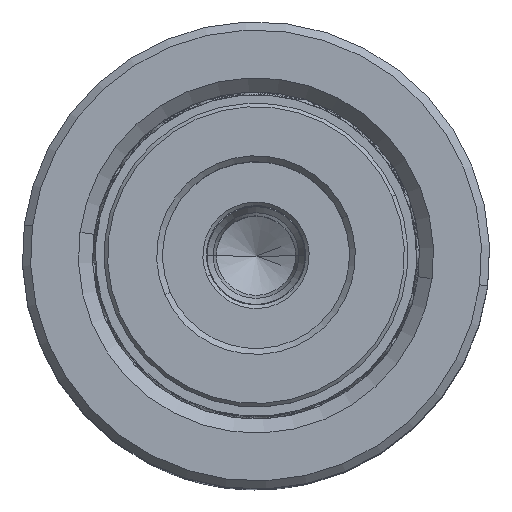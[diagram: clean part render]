
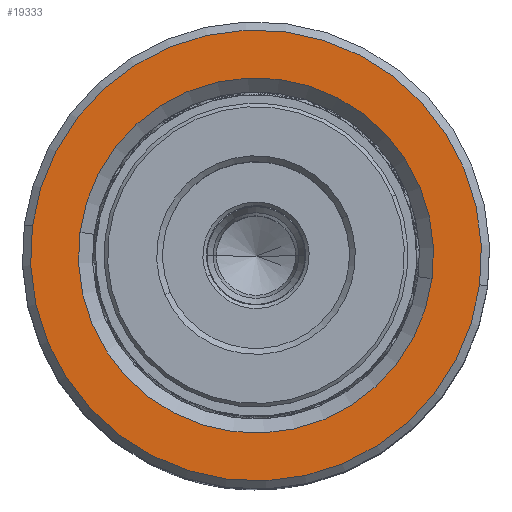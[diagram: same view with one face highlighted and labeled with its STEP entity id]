
A CAD part, top view. The second image highlights one B-rep face of the part: STEP entity #19333.
In plain terms, the highlighted planar face has unit normal (0, 0, 1).
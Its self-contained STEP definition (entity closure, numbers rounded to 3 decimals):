
#27 = PLANE ( 'NONE',  #28310 ) ;
#383 = DIRECTION ( 'NONE',  ( 1., 0., 0. ) ) ;
#416 = FACE_OUTER_BOUND ( 'NONE', #15743, .T. ) ;
#1739 = DIRECTION ( 'NONE',  ( 1., 0., 0. ) ) ;
#1938 = DIRECTION ( 'NONE',  ( 0., 0., 1. ) ) ;
#2605 = VERTEX_POINT ( 'NONE', #38682 ) ;
#6779 = VERTEX_POINT ( 'NONE', #7051 ) ;
#6938 = DIRECTION ( 'NONE',  ( 0., 0., 1. ) ) ;
#7051 = CARTESIAN_POINT ( 'NONE',  ( 19.3, 0., 50. ) ) ;
#7341 = CARTESIAN_POINT ( 'NONE',  ( 0., 0., 50. ) ) ;
#9254 = DIRECTION ( 'NONE',  ( 1., 0., 0. ) ) ;
#9605 = CARTESIAN_POINT ( 'NONE',  ( 0., 0., 50. ) ) ;
#10678 = EDGE_CURVE ( 'NONE', #2605, #6779, #36471, .T. ) ;
#11098 = EDGE_CURVE ( 'NONE', #28421, #39000, #32623, .T. ) ;
#11470 = AXIS2_PLACEMENT_3D ( 'NONE', #19371, #13952, #16950 ) ;
#12273 = CARTESIAN_POINT ( 'NONE',  ( 0., 0., 50. ) ) ;
#13952 = DIRECTION ( 'NONE',  ( 0., 0., -1. ) ) ;
#14614 = ORIENTED_EDGE ( 'NONE', *, *, #10678, .T. ) ;
#15402 = AXIS2_PLACEMENT_3D ( 'NONE', #9605, #34206, #383 ) ;
#15743 = EDGE_LOOP ( 'NONE', ( #14614, #32521 ) ) ;
#16950 = DIRECTION ( 'NONE',  ( 1., 0., 0. ) ) ;
#19333 = ADVANCED_FACE ( 'NONE', ( #416, #34049 ), #27, .T. ) ;
#19371 = CARTESIAN_POINT ( 'NONE',  ( 0., 0., 50. ) ) ;
#20478 = AXIS2_PLACEMENT_3D ( 'NONE', #27485, #1938, #1739 ) ;
#22882 = CARTESIAN_POINT ( 'NONE',  ( 15.2, 0., 50. ) ) ;
#27251 = EDGE_CURVE ( 'NONE', #39000, #28421, #38941, .T. ) ;
#27485 = CARTESIAN_POINT ( 'NONE',  ( 0., 0., 50. ) ) ;
#27938 = ORIENTED_EDGE ( 'NONE', *, *, #11098, .T. ) ;
#28310 = AXIS2_PLACEMENT_3D ( 'NONE', #12273, #36672, #9254 ) ;
#28347 = DIRECTION ( 'NONE',  ( 1., 0., 0. ) ) ;
#28421 = VERTEX_POINT ( 'NONE', #39349 ) ;
#30096 = AXIS2_PLACEMENT_3D ( 'NONE', #7341, #6938, #28347 ) ;
#30602 = EDGE_CURVE ( 'NONE', #6779, #2605, #34535, .T. ) ;
#32521 = ORIENTED_EDGE ( 'NONE', *, *, #30602, .T. ) ;
#32623 = CIRCLE ( 'NONE', #15402, 15.2 ) ;
#33550 = EDGE_LOOP ( 'NONE', ( #35819, #27938 ) ) ;
#34049 = FACE_BOUND ( 'NONE', #33550, .T. ) ;
#34206 = DIRECTION ( 'NONE',  ( 0., 0., -1. ) ) ;
#34535 = CIRCLE ( 'NONE', #20478, 19.3 ) ;
#35819 = ORIENTED_EDGE ( 'NONE', *, *, #27251, .T. ) ;
#36471 = CIRCLE ( 'NONE', #30096, 19.3 ) ;
#36672 = DIRECTION ( 'NONE',  ( 0., 0., 1. ) ) ;
#38682 = CARTESIAN_POINT ( 'NONE',  ( -19.3, 0., 50. ) ) ;
#38941 = CIRCLE ( 'NONE', #11470, 15.2 ) ;
#39000 = VERTEX_POINT ( 'NONE', #22882 ) ;
#39349 = CARTESIAN_POINT ( 'NONE',  ( -15.2, 0., 50. ) ) ;
